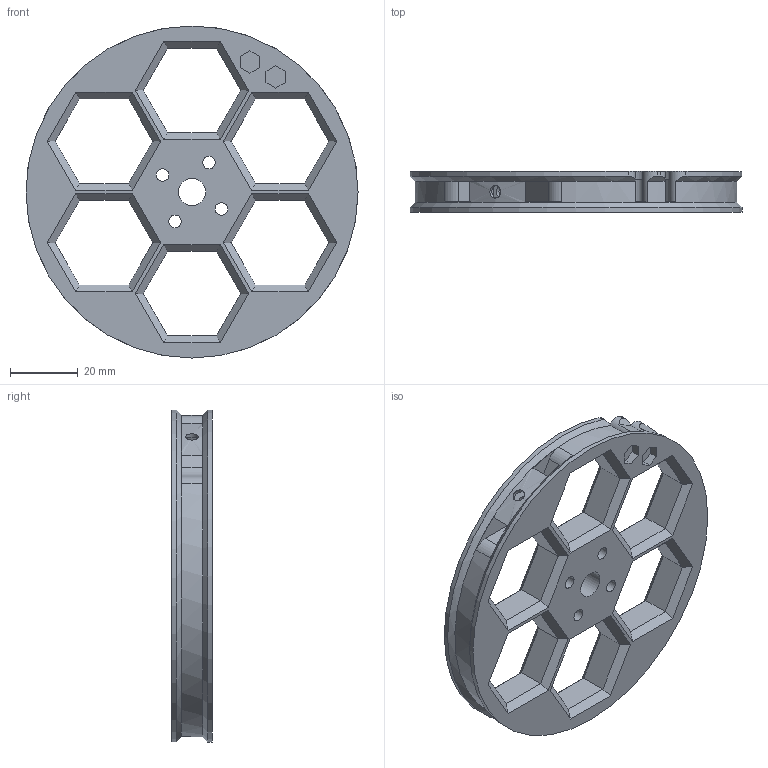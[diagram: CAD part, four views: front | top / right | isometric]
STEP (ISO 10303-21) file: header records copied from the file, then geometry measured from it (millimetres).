
FILE_DESCRIPTION(/* description */ (''),/* implementation_level */ '2;1');
FILE_NAME(/* name */ '3D0002 - Delta motor assembly - Pulley (150T).stp',/* time_stamp */ '2014-11-29T18:57:15-08:00',/* author */ (''),/* organization */ (''),/* preprocessor_version */ 'ST-DEVELOPER v14.6',/* originating_system */ '',/* authorisation */ '');
FILE_SCHEMA (('AUTOMOTIVE_DESIGN { 1 2 10303 214 1 1 1 1 }'));
Length unit declared in the file: centimetre
Products named in the file (1): 1234-K789
Bounding box: 98 x 12 x 98 mm (x, y, z)
Volume: 42568.8 mm3; surface area: 19530.6 mm2
Topology: 1 solids, 1 shells, 167 faces, 417 edges, 254 vertices
Faces by surface type: plane 140, cylinder 24, cone 3
Full cylindrical faces by diameter (mm): 3.7 x6, 8 x1, 94.984 x1, 98 x1
Entity records: 4902 total; most frequent: CARTESIAN_POINT 916, ORIENTED_EDGE 806, DIRECTION 789, EDGE_CURVE 403, LINE 339, VECTOR 339, VERTEX_POINT 250, AXIS2_PLACEMENT_3D 225
